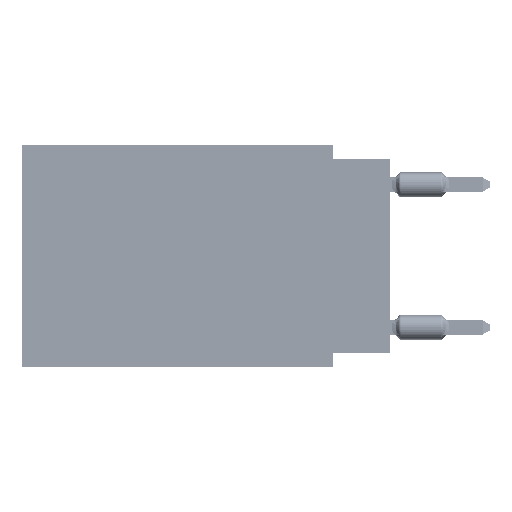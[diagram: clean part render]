
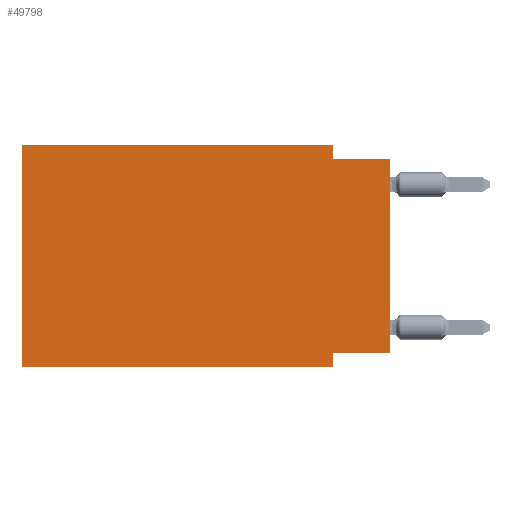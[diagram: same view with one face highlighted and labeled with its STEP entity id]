
A CAD part, left-side view. The second image highlights one B-rep face of the part: STEP entity #49798.
In plain terms, the highlighted planar face has unit normal (-1, 0, 0).
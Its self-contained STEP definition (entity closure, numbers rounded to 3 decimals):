
#48 = EDGE_CURVE ( 'NONE', #55594, #42483, #31484, .T. ) ;
#1497 = EDGE_CURVE ( 'NONE', #50923, #49380, #40547, .T. ) ;
#2732 = CARTESIAN_POINT ( 'NONE',  ( 0., 0., 0. ) ) ;
#5108 = CARTESIAN_POINT ( 'NONE',  ( 0., 16.383, 0. ) ) ;
#5334 = ORIENTED_EDGE ( 'NONE', *, *, #1497, .F. ) ;
#6487 = EDGE_LOOP ( 'NONE', ( #23530, #33156, #45347, #62642, #17855, #53941, #5334, #50715 ) ) ;
#7789 = CARTESIAN_POINT ( 'NONE',  ( 0., 16.383, 0. ) ) ;
#9451 = CARTESIAN_POINT ( 'NONE',  ( 0., 2.54, 0. ) ) ;
#10628 = VECTOR ( 'NONE', #22897, 1000. ) ;
#10882 = CARTESIAN_POINT ( 'NONE',  ( 0., 0., -9.271 ) ) ;
#14116 = DIRECTION ( 'NONE',  ( 0., 0., -1. ) ) ;
#15173 = VECTOR ( 'NONE', #18459, 1000. ) ;
#15678 = CARTESIAN_POINT ( 'NONE',  ( 0., 0., -0.635 ) ) ;
#16045 = LINE ( 'NONE', #15678, #45293 ) ;
#17855 = ORIENTED_EDGE ( 'NONE', *, *, #19609, .F. ) ;
#17879 = EDGE_CURVE ( 'NONE', #25882, #67164, #33881, .T. ) ;
#18459 = DIRECTION ( 'NONE',  ( 0., -1., 0. ) ) ;
#19609 = EDGE_CURVE ( 'NONE', #55446, #25882, #31241, .T. ) ;
#20518 = VECTOR ( 'NONE', #71388, 1000. ) ;
#20865 = DIRECTION ( 'NONE',  ( 0., 0., 1. ) ) ;
#21552 = LINE ( 'NONE', #48857, #30498 ) ;
#22897 = DIRECTION ( 'NONE',  ( 0., -1., 0. ) ) ;
#23530 = ORIENTED_EDGE ( 'NONE', *, *, #48, .T. ) ;
#24893 = LINE ( 'NONE', #71088, #15173 ) ;
#25882 = VERTEX_POINT ( 'NONE', #42454 ) ;
#26128 = DIRECTION ( 'NONE',  ( 0., 0., -1. ) ) ;
#26559 = PLANE ( 'NONE',  #33189 ) ;
#30498 = VECTOR ( 'NONE', #26128, 1000. ) ;
#31241 = LINE ( 'NONE', #7789, #20518 ) ;
#31484 = LINE ( 'NONE', #2732, #43791 ) ;
#32738 = EDGE_CURVE ( 'NONE', #55594, #50923, #36742, .T. ) ;
#33156 = ORIENTED_EDGE ( 'NONE', *, *, #41001, .F. ) ;
#33189 = AXIS2_PLACEMENT_3D ( 'NONE', #49662, #42506, #14116 ) ;
#33881 = LINE ( 'NONE', #5108, #10628 ) ;
#36742 = LINE ( 'NONE', #48100, #73668 ) ;
#38253 = EDGE_CURVE ( 'NONE', #67164, #72212, #21552, .T. ) ;
#38305 = FACE_OUTER_BOUND ( 'NONE', #6487, .T. ) ;
#39407 = CARTESIAN_POINT ( 'NONE',  ( 0., 2.54, -9.906 ) ) ;
#40547 = LINE ( 'NONE', #39407, #64506 ) ;
#41001 = EDGE_CURVE ( 'NONE', #72212, #42483, #16045, .T. ) ;
#42171 = CARTESIAN_POINT ( 'NONE',  ( 0., 0., -0.635 ) ) ;
#42454 = CARTESIAN_POINT ( 'NONE',  ( 0., 16.383, 0. ) ) ;
#42483 = VERTEX_POINT ( 'NONE', #42171 ) ;
#42506 = DIRECTION ( 'NONE',  ( 1., 0., 0. ) ) ;
#43791 = VECTOR ( 'NONE', #20865, 1000. ) ;
#45293 = VECTOR ( 'NONE', #49405, 1000. ) ;
#45347 = ORIENTED_EDGE ( 'NONE', *, *, #38253, .F. ) ;
#47447 = CARTESIAN_POINT ( 'NONE',  ( 0., 2.54, -9.271 ) ) ;
#48100 = CARTESIAN_POINT ( 'NONE',  ( 0., 0., -9.271 ) ) ;
#48425 = CARTESIAN_POINT ( 'NONE',  ( 0., 16.383, -9.906 ) ) ;
#48818 = EDGE_CURVE ( 'NONE', #55446, #49380, #24893, .T. ) ;
#48857 = CARTESIAN_POINT ( 'NONE',  ( 0., 2.54, 0. ) ) ;
#49380 = VERTEX_POINT ( 'NONE', #55071 ) ;
#49405 = DIRECTION ( 'NONE',  ( 0., -1., 0. ) ) ;
#49662 = CARTESIAN_POINT ( 'NONE',  ( 0., 16.383, 0. ) ) ;
#49798 = ADVANCED_FACE ( 'NONE', ( #38305 ), #26559, .F. ) ;
#50715 = ORIENTED_EDGE ( 'NONE', *, *, #32738, .F. ) ;
#50923 = VERTEX_POINT ( 'NONE', #47447 ) ;
#53941 = ORIENTED_EDGE ( 'NONE', *, *, #48818, .T. ) ;
#55071 = CARTESIAN_POINT ( 'NONE',  ( 0., 2.54, -9.906 ) ) ;
#55446 = VERTEX_POINT ( 'NONE', #48425 ) ;
#55594 = VERTEX_POINT ( 'NONE', #10882 ) ;
#59856 = DIRECTION ( 'NONE',  ( 0., 1., 0. ) ) ;
#62642 = ORIENTED_EDGE ( 'NONE', *, *, #17879, .F. ) ;
#64506 = VECTOR ( 'NONE', #74224, 1000. ) ;
#67164 = VERTEX_POINT ( 'NONE', #9451 ) ;
#67598 = CARTESIAN_POINT ( 'NONE',  ( 0., 2.54, -0.635 ) ) ;
#71088 = CARTESIAN_POINT ( 'NONE',  ( 0., 16.383, -9.906 ) ) ;
#71388 = DIRECTION ( 'NONE',  ( 0., 0., 1. ) ) ;
#72212 = VERTEX_POINT ( 'NONE', #67598 ) ;
#73668 = VECTOR ( 'NONE', #59856, 1000. ) ;
#74224 = DIRECTION ( 'NONE',  ( 0., 0., -1. ) ) ;
